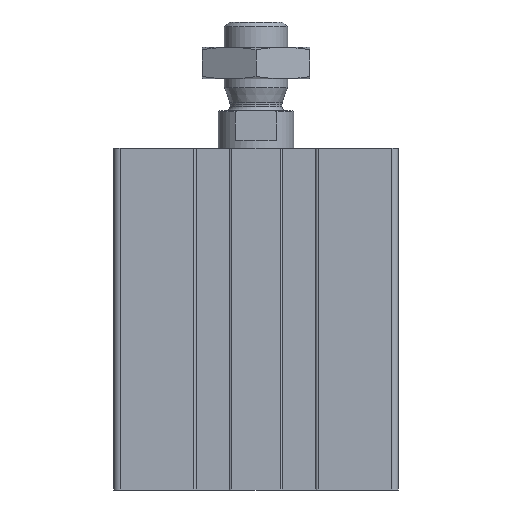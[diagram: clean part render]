
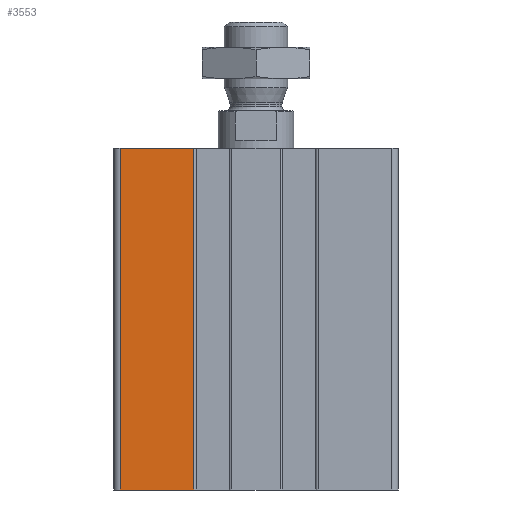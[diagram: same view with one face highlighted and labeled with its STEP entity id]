
A CAD part, front view. The second image highlights one B-rep face of the part: STEP entity #3553.
In plain terms, the highlighted planar face has unit normal (0, -1, 0).
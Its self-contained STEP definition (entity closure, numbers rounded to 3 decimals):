
#76=LINE('',#5451,#352);
#77=LINE('',#5453,#353);
#78=LINE('',#5455,#354);
#79=LINE('',#5457,#355);
#352=VECTOR('',#4288,1000.);
#353=VECTOR('',#4291,1000.);
#354=VECTOR('',#4292,1000.);
#355=VECTOR('',#4293,1000.);
#625=PLANE('',#3822);
#742=ORIENTED_EDGE('',*,*,#1765,.F.);
#743=ORIENTED_EDGE('',*,*,#1764,.F.);
#744=ORIENTED_EDGE('',*,*,#1766,.T.);
#745=ORIENTED_EDGE('',*,*,#1767,.T.);
#1764=EDGE_CURVE('',#2275,#2274,#76,.T.);
#1765=EDGE_CURVE('',#2274,#2276,#77,.T.);
#1766=EDGE_CURVE('',#2275,#2277,#78,.T.);
#1767=EDGE_CURVE('',#2277,#2276,#79,.T.);
#2274=VERTEX_POINT('',#5448);
#2275=VERTEX_POINT('',#5450);
#2276=VERTEX_POINT('',#5454);
#2277=VERTEX_POINT('',#5456);
#2858=EDGE_LOOP('',(#742,#743,#744,#745));
#3158=FACE_BOUND('',#2858,.T.);
#3553=ADVANCED_FACE('',(#3158),#625,.T.);
#3822=AXIS2_PLACEMENT_3D('',#5452,#4289,#4290);
#4288=DIRECTION('',(0.,0.,1.));
#4289=DIRECTION('',(0.,-1.,0.));
#4290=DIRECTION('',(0.,0.,-1.));
#4291=DIRECTION('',(1.,0.,0.));
#4292=DIRECTION('',(1.,0.,0.));
#4293=DIRECTION('',(0.,0.,1.));
#5448=CARTESIAN_POINT('',(-21.5,-22.5,0.));
#5450=CARTESIAN_POINT('',(-21.5,-22.5,-54.));
#5451=CARTESIAN_POINT('',(-21.5,-22.5,-54.));
#5452=CARTESIAN_POINT('',(-21.5,-22.5,-54.));
#5453=CARTESIAN_POINT('',(-21.5,-22.5,0.));
#5454=CARTESIAN_POINT('',(-9.85,-22.5,0.));
#5455=CARTESIAN_POINT('',(-21.5,-22.5,-54.));
#5456=CARTESIAN_POINT('',(-9.85,-22.5,-54.));
#5457=CARTESIAN_POINT('',(-9.85,-22.5,-54.));
